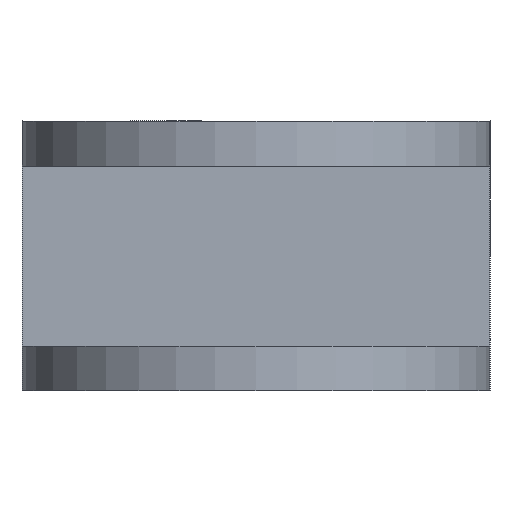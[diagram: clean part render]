
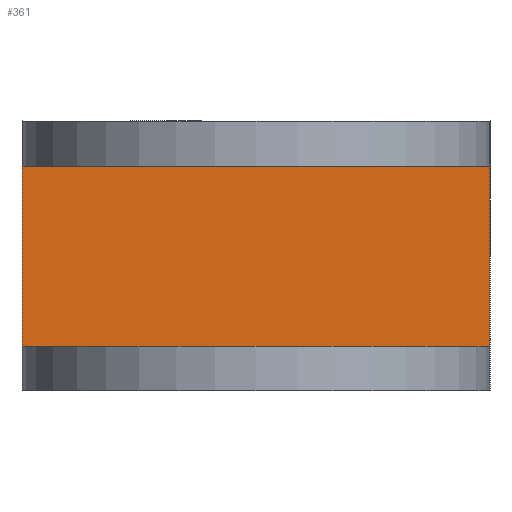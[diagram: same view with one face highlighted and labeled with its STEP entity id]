
A CAD part, left-side view. The second image highlights one B-rep face of the part: STEP entity #361.
In plain terms, the highlighted planar face has unit normal (-1, 0, 0).
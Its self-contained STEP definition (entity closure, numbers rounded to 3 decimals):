
#46=PLANE('',#410);
#64=FACE_OUTER_BOUND('',#87,.T.);
#87=EDGE_LOOP('',(#305,#306,#307,#308));
#118=LINE('',#741,#148);
#120=LINE('',#747,#150);
#121=LINE('',#749,#151);
#122=LINE('',#750,#152);
#148=VECTOR('',#478,10.);
#150=VECTOR('',#484,10.);
#151=VECTOR('',#485,10.);
#152=VECTOR('',#486,10.);
#186=VERTEX_POINT('',#737);
#188=VERTEX_POINT('',#740);
#190=VERTEX_POINT('',#746);
#191=VERTEX_POINT('',#748);
#229=EDGE_CURVE('',#188,#186,#118,.T.);
#232=EDGE_CURVE('',#188,#190,#120,.T.);
#233=EDGE_CURVE('',#191,#186,#121,.T.);
#234=EDGE_CURVE('',#191,#190,#122,.T.);
#305=ORIENTED_EDGE('',*,*,#232,.F.);
#306=ORIENTED_EDGE('',*,*,#229,.T.);
#307=ORIENTED_EDGE('',*,*,#233,.F.);
#308=ORIENTED_EDGE('',*,*,#234,.T.);
#361=ADVANCED_FACE('',(#64),#46,.F.);
#410=AXIS2_PLACEMENT_3D('',#745,#482,#483);
#478=DIRECTION('',(0.,-1.,0.));
#482=DIRECTION('center_axis',(1.,0.,0.));
#483=DIRECTION('ref_axis',(0.,1.,0.));
#484=DIRECTION('',(0.,0.,1.));
#485=DIRECTION('',(0.,0.,-1.));
#486=DIRECTION('',(0.,1.,0.));
#737=CARTESIAN_POINT('',(15.,-13.,-5.));
#740=CARTESIAN_POINT('',(15.,13.,-5.));
#741=CARTESIAN_POINT('',(15.,-13.,-5.));
#745=CARTESIAN_POINT('Origin',(15.,-13.,0.));
#746=CARTESIAN_POINT('',(15.,13.,5.));
#747=CARTESIAN_POINT('',(15.,13.,-3.75));
#748=CARTESIAN_POINT('',(15.,-13.,5.));
#749=CARTESIAN_POINT('',(15.,-13.,3.75));
#750=CARTESIAN_POINT('',(15.,-13.,5.));
